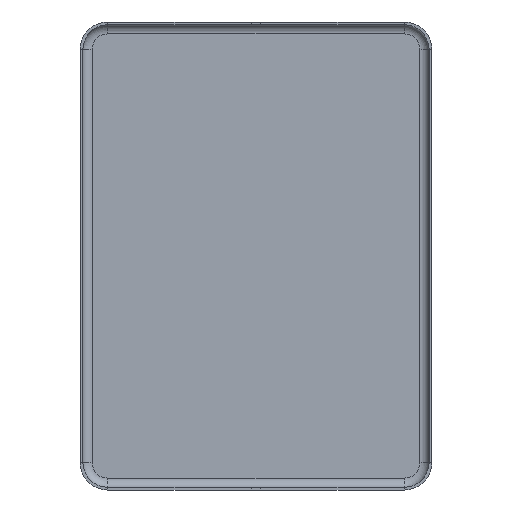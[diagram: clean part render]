
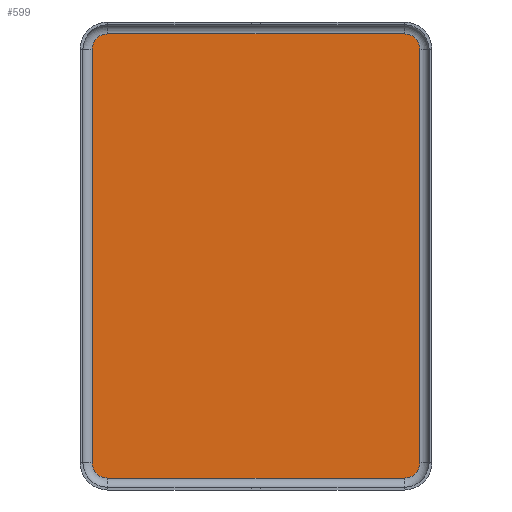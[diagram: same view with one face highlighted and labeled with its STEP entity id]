
A CAD part, front view. The second image highlights one B-rep face of the part: STEP entity #599.
In plain terms, the highlighted planar face has unit normal (0, -1, 0).
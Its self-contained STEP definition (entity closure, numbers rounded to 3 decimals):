
#14 = EDGE_CURVE ( 'NONE', #1056, #1238, #1142, .T. ) ;
#23 = DIRECTION ( 'NONE',  ( -1., 0., 0. ) ) ;
#52 = CARTESIAN_POINT ( 'NONE',  ( 16.2, -0.3, 24.25 ) ) ;
#96 = CARTESIAN_POINT ( 'NONE',  ( 17.9, -0.3, 22.55 ) ) ;
#107 = DIRECTION ( 'NONE',  ( 0., 0., -1. ) ) ;
#115 = DIRECTION ( 'NONE',  ( 0., 1., 0. ) ) ;
#145 = LINE ( 'NONE', #1202, #1050 ) ;
#195 = EDGE_CURVE ( 'NONE', #1238, #1159, #1024, .T. ) ;
#243 = AXIS2_PLACEMENT_3D ( 'NONE', #1368, #1256, #1156 ) ;
#274 = VECTOR ( 'NONE', #23, 1000. ) ;
#284 = VERTEX_POINT ( 'NONE', #728 ) ;
#323 = VERTEX_POINT ( 'NONE', #635 ) ;
#330 = ORIENTED_EDGE ( 'NONE', *, *, #1236, .F. ) ;
#356 = DIRECTION ( 'NONE',  ( 0., 0., 1. ) ) ;
#371 = VERTEX_POINT ( 'NONE', #654 ) ;
#391 = DIRECTION ( 'NONE',  ( 0., 0., 1. ) ) ;
#403 = DIRECTION ( 'NONE',  ( 0., 1., 0. ) ) ;
#426 = EDGE_LOOP ( 'NONE', ( #690, #458, #330, #875, #1215, #766, #1251, #1103 ) ) ;
#458 = ORIENTED_EDGE ( 'NONE', *, *, #1102, .F. ) ;
#470 = VERTEX_POINT ( 'NONE', #560 ) ;
#517 = CARTESIAN_POINT ( 'NONE',  ( 16.2, -0.3, 22.55 ) ) ;
#543 = AXIS2_PLACEMENT_3D ( 'NONE', #1360, #686, #584 ) ;
#560 = CARTESIAN_POINT ( 'NONE',  ( -17.9, -0.3, -22.55 ) ) ;
#570 = AXIS2_PLACEMENT_3D ( 'NONE', #1173, #831, #391 ) ;
#581 = CIRCLE ( 'NONE', #243, 1.7 ) ;
#584 = DIRECTION ( 'NONE',  ( 0., 0., -1. ) ) ;
#599 = ADVANCED_FACE ( 'NONE', ( #1031 ), #1242, .T. ) ;
#611 = EDGE_CURVE ( 'NONE', #470, #323, #824, .T. ) ;
#635 = CARTESIAN_POINT ( 'NONE',  ( -17.9, -0.3, 22.55 ) ) ;
#645 = EDGE_CURVE ( 'NONE', #1159, #284, #1430, .T. ) ;
#653 = VERTEX_POINT ( 'NONE', #1298 ) ;
#654 = CARTESIAN_POINT ( 'NONE',  ( -16.2, -0.3, -24.25 ) ) ;
#673 = CARTESIAN_POINT ( 'NONE',  ( -16.2, -0.3, 22.55 ) ) ;
#686 = DIRECTION ( 'NONE',  ( 0., -1., 0. ) ) ;
#690 = ORIENTED_EDGE ( 'NONE', *, *, #14, .F. ) ;
#728 = CARTESIAN_POINT ( 'NONE',  ( 16.2, -0.3, -24.25 ) ) ;
#746 = EDGE_CURVE ( 'NONE', #284, #371, #941, .T. ) ;
#766 = ORIENTED_EDGE ( 'NONE', *, *, #746, .F. ) ;
#786 = DIRECTION ( 'NONE',  ( 0., 0., 1. ) ) ;
#824 = LINE ( 'NONE', #1021, #886 ) ;
#831 = DIRECTION ( 'NONE',  ( 0., 1., 0. ) ) ;
#864 = CARTESIAN_POINT ( 'NONE',  ( 17.9, -0.3, 22.55 ) ) ;
#875 = ORIENTED_EDGE ( 'NONE', *, *, #611, .F. ) ;
#886 = VECTOR ( 'NONE', #786, 1000. ) ;
#898 = VECTOR ( 'NONE', #107, 1000. ) ;
#940 = CARTESIAN_POINT ( 'NONE',  ( 16.2, -0.3, -24.25 ) ) ;
#941 = LINE ( 'NONE', #940, #274 ) ;
#1021 = CARTESIAN_POINT ( 'NONE',  ( -17.9, -0.3, -22.55 ) ) ;
#1024 = LINE ( 'NONE', #96, #898 ) ;
#1031 = FACE_OUTER_BOUND ( 'NONE', #426, .T. ) ;
#1050 = VECTOR ( 'NONE', #1109, 1000. ) ;
#1056 = VERTEX_POINT ( 'NONE', #52 ) ;
#1102 = EDGE_CURVE ( 'NONE', #653, #1056, #145, .T. ) ;
#1103 = ORIENTED_EDGE ( 'NONE', *, *, #195, .F. ) ;
#1109 = DIRECTION ( 'NONE',  ( 1., 0., 0. ) ) ;
#1142 = CIRCLE ( 'NONE', #1227, 1.7 ) ;
#1156 = DIRECTION ( 'NONE',  ( 0., 0., 1. ) ) ;
#1159 = VERTEX_POINT ( 'NONE', #1428 ) ;
#1173 = CARTESIAN_POINT ( 'NONE',  ( 16.2, -0.3, -22.55 ) ) ;
#1202 = CARTESIAN_POINT ( 'NONE',  ( -16.2, -0.3, 24.25 ) ) ;
#1215 = ORIENTED_EDGE ( 'NONE', *, *, #1387, .F. ) ;
#1227 = AXIS2_PLACEMENT_3D ( 'NONE', #517, #403, #1304 ) ;
#1236 = EDGE_CURVE ( 'NONE', #323, #653, #1263, .T. ) ;
#1238 = VERTEX_POINT ( 'NONE', #864 ) ;
#1242 = PLANE ( 'NONE',  #543 ) ;
#1251 = ORIENTED_EDGE ( 'NONE', *, *, #645, .F. ) ;
#1256 = DIRECTION ( 'NONE',  ( 0., 1., 0. ) ) ;
#1263 = CIRCLE ( 'NONE', #1434, 1.7 ) ;
#1298 = CARTESIAN_POINT ( 'NONE',  ( -16.2, -0.3, 24.25 ) ) ;
#1304 = DIRECTION ( 'NONE',  ( 0., 0., 1. ) ) ;
#1360 = CARTESIAN_POINT ( 'NONE',  ( 16.2, -0.3, 22.55 ) ) ;
#1368 = CARTESIAN_POINT ( 'NONE',  ( -16.2, -0.3, -22.55 ) ) ;
#1387 = EDGE_CURVE ( 'NONE', #371, #470, #581, .T. ) ;
#1428 = CARTESIAN_POINT ( 'NONE',  ( 17.9, -0.3, -22.55 ) ) ;
#1430 = CIRCLE ( 'NONE', #570, 1.7 ) ;
#1434 = AXIS2_PLACEMENT_3D ( 'NONE', #673, #115, #356 ) ;
